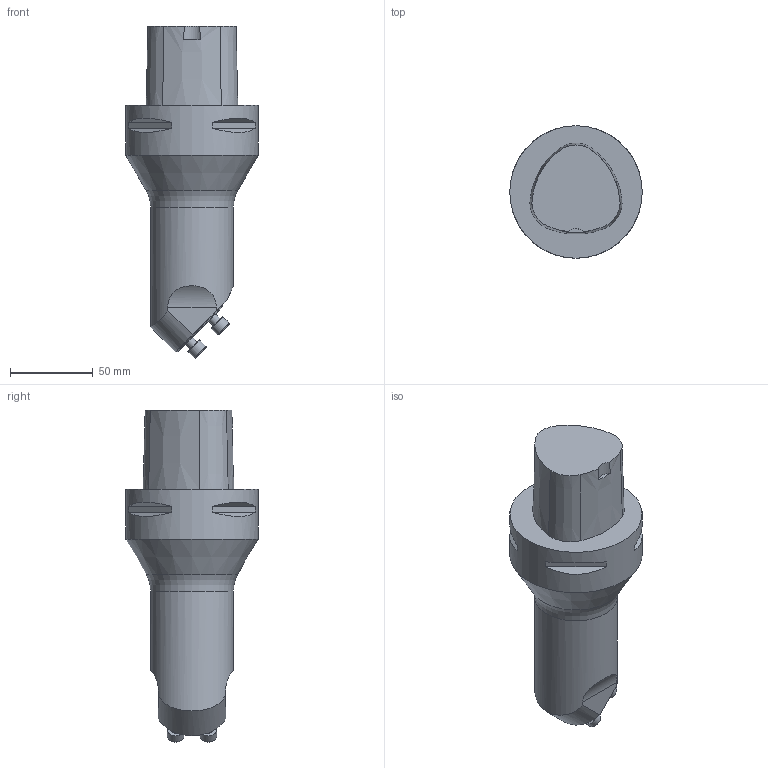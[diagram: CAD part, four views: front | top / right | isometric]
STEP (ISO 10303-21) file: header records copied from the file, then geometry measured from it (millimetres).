
FILE_DESCRIPTION(/* description */ (''),/* implementation_level */ '2;1');
FILE_NAME(/* name */ '1524468914060.stp',/* time_stamp */ '2018-04-23T09:35:23+02:00',/* author */ (''),/* organization */ ('SMS'),/* preprocessor_version */ 'ST-DEVELOPER v15',/* originating_system */ 'SIEMENS PLM Software NX 8.5',/* authorisation */ '');
FILE_SCHEMA (('AUTOMOTIVE_DESIGN { 1 0 10303 214 3 1 1 1 }'));
Length unit declared in the file: millimetre
Products named in the file (1): 112030642mod000_00
Bounding box: 80 x 80 x 200.47 mm (x, y, z)
Volume: 496394.6 mm3; surface area: 42481.8 mm2
Topology: 1 solids, 1 shells, 58 faces, 129 edges, 90 vertices
Faces by surface type: plane 30, cylinder 15, cone 12, torus 1
Full cylindrical faces by diameter (mm): 6 x4, 10 x4, 40 x1, 50 x1, 80 x1
Entity records: 1556 total; most frequent: CARTESIAN_POINT 296, DIRECTION 275, ORIENTED_EDGE 200, AXIS2_PLACEMENT_3D 120, EDGE_CURVE 100, EDGE_LOOP 90, VERTEX_POINT 76, ADVANCED_FACE 58
